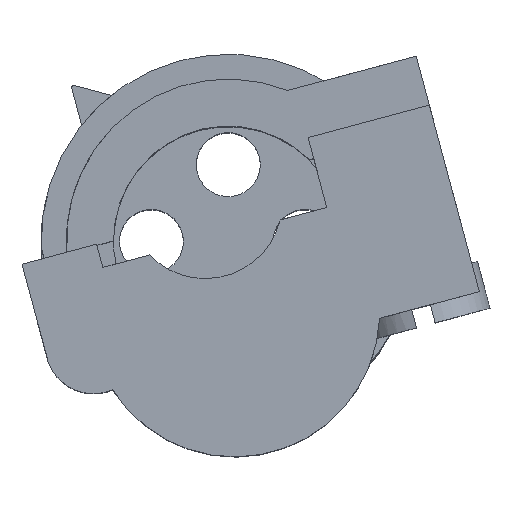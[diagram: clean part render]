
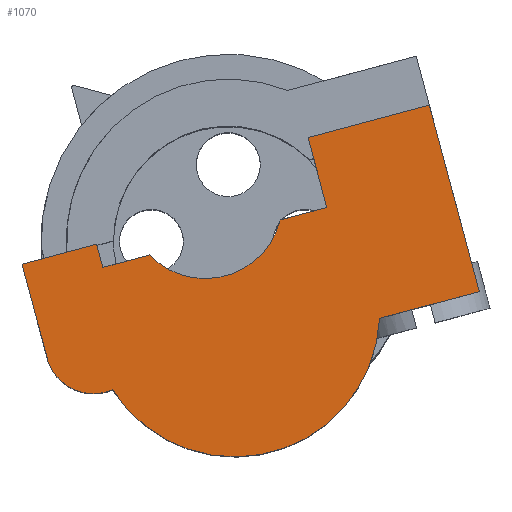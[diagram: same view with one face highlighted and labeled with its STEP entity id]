
A CAD part, top view. The second image highlights one B-rep face of the part: STEP entity #1070.
In plain terms, the highlighted face is planar.
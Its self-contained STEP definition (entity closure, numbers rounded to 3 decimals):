
#10=CARTESIAN_POINT('',(1.65,-46.2,
-3.386));
#20=DIRECTION('',(-0.,-1.,-0.));
#30=DIRECTION('',(-1.,0.,0.));
#40=AXIS2_PLACEMENT_3D('',#10,#20,#30);
#50=PLANE('',#40);
#60=CARTESIAN_POINT('',(9.5,-46.2,
-4.225));
#70=DIRECTION('',(0.,0.,1.));
#80=VECTOR('',#70,7.2);
#90=LINE('',#60,#80);
#100=CARTESIAN_POINT('',(9.5,-46.2,
-4.725));
#110=VERTEX_POINT('',#100);
#120=CARTESIAN_POINT('',(9.5,-46.2,
3.275));
#130=VERTEX_POINT('',#120);
#140=EDGE_CURVE('',#110,#130,#90,.T.);
#150=ORIENTED_EDGE('',*,*,#140,.T.);
#160=CARTESIAN_POINT('',(5.438,-46.2,
-4.725));
#170=DIRECTION('',(1.,0.,0.));
#180=VECTOR('',#170,3.562);
#190=LINE('',#160,#180);
#200=CARTESIAN_POINT('',(5.222,-46.2,
-4.725));
#210=VERTEX_POINT('',#200);
#220=EDGE_CURVE('',#210,#110,#190,.T.);
#230=ORIENTED_EDGE('',*,*,#220,.T.);
#240=CARTESIAN_POINT('',(-0.5,-46.2,
-2.921));
#250=DIRECTION('',(0.,-1.,0.));
#260=DIRECTION('',(-0.934,0.,
-0.358));
#270=AXIS2_PLACEMENT_3D('',#240,#250,#260);
#280=CIRCLE('',#270,6.);
#290=CARTESIAN_POINT('',(-6.222,-46.2,
-4.725));
#300=VERTEX_POINT('',#290);
#310=EDGE_CURVE('',#300,#210,#280,.T.);
#320=ORIENTED_EDGE('',*,*,#310,.T.);
#330=CARTESIAN_POINT('',(-6.508,-46.2,
-2.745));
#340=DIRECTION('',(0.,-1.,0.));
#350=DIRECTION('',(-0.996,0.,
-0.088));
#360=AXIS2_PLACEMENT_3D('',#330,#340,#350);
#370=CIRCLE('',#360,2.);
#380=CARTESIAN_POINT('',(-8.5,-46.2,
-2.921));
#390=VERTEX_POINT('',#380);
#400=EDGE_CURVE('',#390,#300,#370,.T.);
#410=ORIENTED_EDGE('',*,*,#400,.T.);
#420=CARTESIAN_POINT('',(-8.5,-46.2,
0.775));
#430=DIRECTION('',(0.,0.,-1.));
#440=VECTOR('',#430,3.696);
#450=LINE('',#420,#440);
#460=CARTESIAN_POINT('',(-8.5,-46.2,
1.275));
#470=VERTEX_POINT('',#460);
#480=EDGE_CURVE('',#470,#390,#450,.T.);
#490=ORIENTED_EDGE('',*,*,#480,.T.);
#500=CARTESIAN_POINT('',(-5.3,-46.2,
1.275));
#510=DIRECTION('',(-1.,0.,0.));
#520=VECTOR('',#510,2.7);
#530=LINE('',#500,#520);
#540=CARTESIAN_POINT('',(-5.3,-46.2,
1.275));
#550=VERTEX_POINT('',#540);
#560=EDGE_CURVE('',#550,#470,#530,.T.);
#570=ORIENTED_EDGE('',*,*,#560,.T.);
#580=CARTESIAN_POINT('',(-5.3,-46.2,
-0.225));
#590=DIRECTION('',(0.,0.,1.));
#600=VECTOR('',#590,1.5);
#610=LINE('',#580,#600);
#620=CARTESIAN_POINT('',(-5.3,-46.2,
0.275));
#630=VERTEX_POINT('',#620);
#640=EDGE_CURVE('',#630,#550,#610,.T.);
#650=ORIENTED_EDGE('',*,*,#640,.T.);
#660=CARTESIAN_POINT('',(-3.472,-46.2,
0.275));
#670=DIRECTION('',(-1.,0.,0.));
#680=VECTOR('',#670,1.);
#690=LINE('',#660,#680);
#700=CARTESIAN_POINT('',(-3.3,-46.2,
0.275));
#710=VERTEX_POINT('',#700);
#720=EDGE_CURVE('',#710,#630,#690,.T.);
#730=ORIENTED_EDGE('',*,*,#720,.T.);
#740=CARTESIAN_POINT('',(-0.5,-46.2,
1.824));
#750=DIRECTION('',(0.,1.,0.));
#760=DIRECTION('',(0.849,0.,
-0.528));
#770=AXIS2_PLACEMENT_3D('',#740,#750,#760);
#780=CIRCLE('',#770,3.2);
#790=CARTESIAN_POINT('',(2.3,-46.2,
0.275));
#800=VERTEX_POINT('',#790);
#810=EDGE_CURVE('',#800,#710,#780,.T.);
#820=ORIENTED_EDGE('',*,*,#810,.T.);
#830=CARTESIAN_POINT('',(4.,-46.2,
0.275));
#840=DIRECTION('',(-1.,0.,0.));
#850=VECTOR('',#840,1.);
#860=LINE('',#830,#850);
#870=CARTESIAN_POINT('',(4.3,-46.2,
0.275));
#880=VERTEX_POINT('',#870);
#890=EDGE_CURVE('',#880,#800,#860,.T.);
#900=ORIENTED_EDGE('',*,*,#890,.T.);
#910=CARTESIAN_POINT('',(4.3,-46.2,
2.975));
#920=DIRECTION('',(0.,0.,-1.));
#930=VECTOR('',#920,3.2);
#940=LINE('',#910,#930);
#950=CARTESIAN_POINT('',(4.3,-46.2,
3.275));
#960=VERTEX_POINT('',#950);
#970=EDGE_CURVE('',#960,#880,#940,.T.);
#980=ORIENTED_EDGE('',*,*,#970,.T.);
#990=CARTESIAN_POINT('',(9.2,-46.2,
3.275));
#1000=DIRECTION('',(-1.,0.,0.));
#1010=VECTOR('',#1000,4.6);
#1020=LINE('',#990,#1010);
#1030=EDGE_CURVE('',#130,#960,#1020,.T.);
#1040=ORIENTED_EDGE('',*,*,#1030,.T.);
#1050=EDGE_LOOP('',(#1040,#980,#900,#820,#730,#650,#570,#490,#410,#320,
#230,#150));
#1060=FACE_OUTER_BOUND('',#1050,.T.);
#1070=ADVANCED_FACE('',(#1060),#50,.T.);
